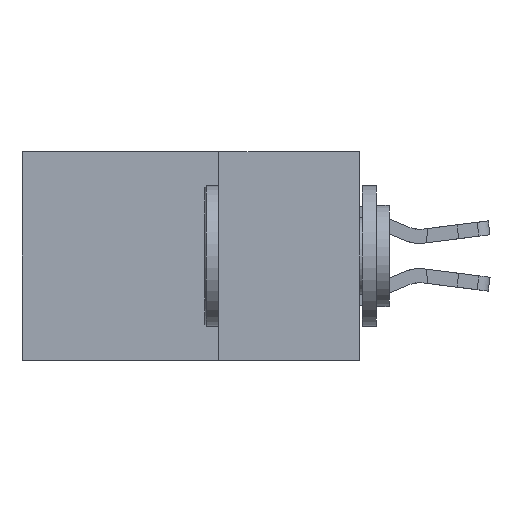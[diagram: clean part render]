
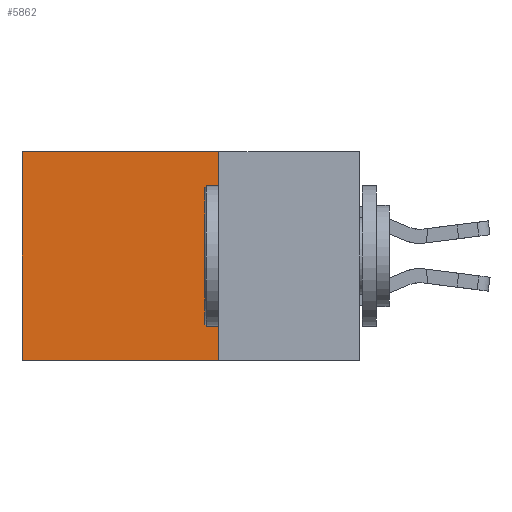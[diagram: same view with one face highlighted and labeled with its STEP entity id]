
A CAD part, left-side view. The second image highlights one B-rep face of the part: STEP entity #5862.
In plain terms, the highlighted planar face has unit normal (-1, 0, 0).
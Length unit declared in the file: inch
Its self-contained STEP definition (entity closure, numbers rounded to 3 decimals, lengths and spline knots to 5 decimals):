
#80 = VECTOR ( 'NONE', #7357, 39.37008 ) ;
#853 = LINE ( 'NONE', #15961, #9569 ) ;
#1724 = DIRECTION ( 'NONE',  ( 0., 1., 0. ) ) ;
#1936 = EDGE_LOOP ( 'NONE', ( #13336, #17054, #17316, #15865 ) ) ;
#3287 = DIRECTION ( 'NONE',  ( 0., 1., 0. ) ) ;
#4079 = AXIS2_PLACEMENT_3D ( 'NONE', #4082, #10317, #11406 ) ;
#4082 = CARTESIAN_POINT ( 'NONE',  ( 0.2875, 0.25, 0. ) ) ;
#5239 = CARTESIAN_POINT ( 'NONE',  ( 0.2875, 0.6, 0. ) ) ;
#5553 = EDGE_CURVE ( 'NONE', #13473, #8427, #853, .T. ) ;
#5862 = ADVANCED_FACE ( 'NONE', ( #17103 ), #18706, .F. ) ;
#5892 = CARTESIAN_POINT ( 'NONE',  ( 0.2875, 0.25, -0.37 ) ) ;
#7357 = DIRECTION ( 'NONE',  ( 0., 0., -1. ) ) ;
#7771 = EDGE_CURVE ( 'NONE', #13106, #11665, #18652, .T. ) ;
#8394 = EDGE_CURVE ( 'NONE', #8427, #11665, #18867, .T. ) ;
#8427 = VERTEX_POINT ( 'NONE', #11895 ) ;
#8805 = CARTESIAN_POINT ( 'NONE',  ( 0.2875, 0.6, -0.37 ) ) ;
#8832 = CARTESIAN_POINT ( 'NONE',  ( 0.2875, 0.6, 0. ) ) ;
#8956 = DIRECTION ( 'NONE',  ( 0., 0., -1. ) ) ;
#9569 = VECTOR ( 'NONE', #8956, 39.37008 ) ;
#9655 = LINE ( 'NONE', #11573, #16280 ) ;
#10317 = DIRECTION ( 'NONE',  ( 1., 0., 0. ) ) ;
#11406 = DIRECTION ( 'NONE',  ( 0., 0., -1. ) ) ;
#11573 = CARTESIAN_POINT ( 'NONE',  ( 0.2875, 0.25, 0. ) ) ;
#11665 = VERTEX_POINT ( 'NONE', #8805 ) ;
#11895 = CARTESIAN_POINT ( 'NONE',  ( 0.2875, 0.25, -0.37 ) ) ;
#13106 = VERTEX_POINT ( 'NONE', #5239 ) ;
#13336 = ORIENTED_EDGE ( 'NONE', *, *, #7771, .T. ) ;
#13473 = VERTEX_POINT ( 'NONE', #13480 ) ;
#13480 = CARTESIAN_POINT ( 'NONE',  ( 0.2875, 0.25, 0. ) ) ;
#15865 = ORIENTED_EDGE ( 'NONE', *, *, #16517, .T. ) ;
#15961 = CARTESIAN_POINT ( 'NONE',  ( 0.2875, 0.25, 0. ) ) ;
#16280 = VECTOR ( 'NONE', #3287, 39.37008 ) ;
#16517 = EDGE_CURVE ( 'NONE', #13473, #13106, #9655, .T. ) ;
#16995 = VECTOR ( 'NONE', #1724, 39.37008 ) ;
#17054 = ORIENTED_EDGE ( 'NONE', *, *, #8394, .F. ) ;
#17103 = FACE_OUTER_BOUND ( 'NONE', #1936, .T. ) ;
#17316 = ORIENTED_EDGE ( 'NONE', *, *, #5553, .F. ) ;
#18652 = LINE ( 'NONE', #8832, #80 ) ;
#18706 = PLANE ( 'NONE',  #4079 ) ;
#18867 = LINE ( 'NONE', #5892, #16995 ) ;
